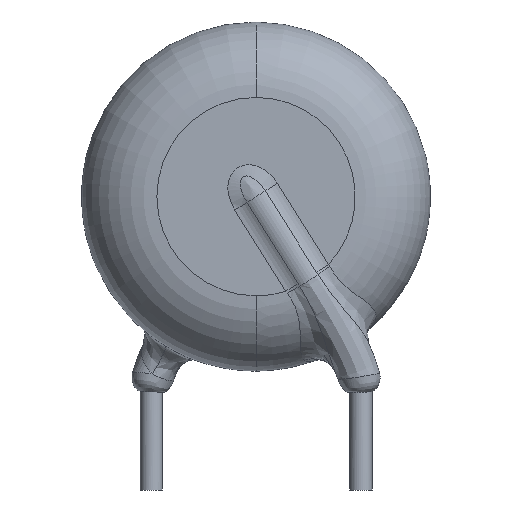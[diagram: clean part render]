
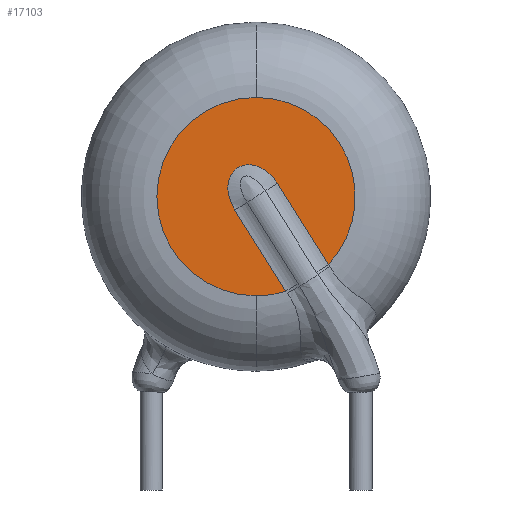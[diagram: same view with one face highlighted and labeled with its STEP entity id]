
A CAD part, front view. The second image highlights one B-rep face of the part: STEP entity #17103.
In plain terms, the highlighted planar face has unit normal (0, -1, 0).
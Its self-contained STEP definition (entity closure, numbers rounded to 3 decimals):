
#173 = EDGE_CURVE ( 'NONE', #8346, #16016, #15946, .T. ) ;
#427 = VECTOR ( 'NONE', #13090, 1000. ) ;
#682 = CARTESIAN_POINT ( 'NONE',  ( 0., -2.7, 7. ) ) ;
#733 = CARTESIAN_POINT ( 'NONE',  ( 2.592, -2.7, 4.574 ) ) ;
#1710 = CARTESIAN_POINT ( 'NONE',  ( -0.897, -2.7, 6.765 ) ) ;
#1902 = DIRECTION ( 'NONE',  ( 0., 1., 0. ) ) ;
#2140 = CARTESIAN_POINT ( 'NONE',  ( -0.9, -2.7, 7.783 ) ) ;
#2872 = B_SPLINE_CURVE_WITH_KNOTS ( 'NONE', 3,
 ( #2996, #8330, #1710, #16372, #9051, #15798, #4039, #2140, #9980, #4737, #7206, #12539, #4647, #3418, #7463, #9724, #4560, #5976, #13755, #7292 ),
 .UNSPECIFIED., .F., .F.,
 ( 4, 2, 2, 2, 2, 2, 2, 2, 2, 4 ),
 ( 0., 0., 0.001, 0.001, 0.001, 0.002, 0.002, 0.003, 0.003, 0.003 ),
 .UNSPECIFIED. ) ;
#2996 = CARTESIAN_POINT ( 'NONE',  ( -0.763, -2.7, 6.52 ) ) ;
#3032 = CARTESIAN_POINT ( 'NONE',  ( -0.763, -2.7, 6.52 ) ) ;
#3418 = CARTESIAN_POINT ( 'NONE',  ( -0.116, -2.7, 8.139 ) ) ;
#3479 = VERTEX_POINT ( 'NONE', #11443 ) ;
#4039 = CARTESIAN_POINT ( 'NONE',  ( -0.986, -2.7, 7.59 ) ) ;
#4129 = CARTESIAN_POINT ( 'NONE',  ( -0.763, -2.7, 6.52 ) ) ;
#4257 = EDGE_CURVE ( 'NONE', #16016, #15834, #2872, .T. ) ;
#4560 = CARTESIAN_POINT ( 'NONE',  ( 0.393, -2.7, 7.899 ) ) ;
#4647 = CARTESIAN_POINT ( 'NONE',  ( -0.398, -2.7, 8.145 ) ) ;
#4666 = DIRECTION ( 'NONE',  ( 0., 0., 1. ) ) ;
#4737 = CARTESIAN_POINT ( 'NONE',  ( -0.773, -2.7, 7.95 ) ) ;
#5276 = CARTESIAN_POINT ( 'NONE',  ( 0., -2.7, 7. ) ) ;
#5588 = CIRCLE ( 'NONE', #9779, 3.55 ) ;
#5803 = ORIENTED_EDGE ( 'NONE', *, *, #16985, .T. ) ;
#5815 = PLANE ( 'NONE',  #16044 ) ;
#5906 = FACE_OUTER_BOUND ( 'NONE', #10494, .T. ) ;
#5976 = CARTESIAN_POINT ( 'NONE',  ( 0.597, -2.7, 7.709 ) ) ;
#6416 = DIRECTION ( 'NONE',  ( 0., 0., 1. ) ) ;
#6552 = AXIS2_PLACEMENT_3D ( 'NONE', #5276, #13072, #6416 ) ;
#7206 = CARTESIAN_POINT ( 'NONE',  ( -0.719, -2.7, 7.998 ) ) ;
#7292 = CARTESIAN_POINT ( 'NONE',  ( 0.763, -2.7, 7.48 ) ) ;
#7463 = CARTESIAN_POINT ( 'NONE',  ( 0.023, -2.7, 8.101 ) ) ;
#7755 = CARTESIAN_POINT ( 'NONE',  ( 0.763, -2.7, 7.48 ) ) ;
#8161 = DIRECTION ( 'NONE',  ( -0.533, 0., 0.846 ) ) ;
#8203 = CARTESIAN_POINT ( 'NONE',  ( 0., -2.7, 7. ) ) ;
#8330 = CARTESIAN_POINT ( 'NONE',  ( -0.838, -2.7, 6.639 ) ) ;
#8346 = VERTEX_POINT ( 'NONE', #8868 ) ;
#8449 = ORIENTED_EDGE ( 'NONE', *, *, #173, .T. ) ;
#8820 = DIRECTION ( 'NONE',  ( 0., 0., 1. ) ) ;
#8868 = CARTESIAN_POINT ( 'NONE',  ( 1.066, -2.7, 3.614 ) ) ;
#8901 = DIRECTION ( 'NONE',  ( 0., 1., 0. ) ) ;
#9043 = CIRCLE ( 'NONE', #6552, 3.55 ) ;
#9051 = CARTESIAN_POINT ( 'NONE',  ( -1.008, -2.7, 7.17 ) ) ;
#9131 = LINE ( 'NONE', #7755, #427 ) ;
#9724 = CARTESIAN_POINT ( 'NONE',  ( 0.276, -2.7, 7.981 ) ) ;
#9779 = AXIS2_PLACEMENT_3D ( 'NONE', #11261, #8901, #8820 ) ;
#9980 = CARTESIAN_POINT ( 'NONE',  ( -0.863, -2.7, 7.844 ) ) ;
#10362 = EDGE_CURVE ( 'NONE', #8346, #16240, #9043, .T. ) ;
#10494 = EDGE_LOOP ( 'NONE', ( #15159, #8449, #16054, #5803, #14345, #12682 ) ) ;
#11261 = CARTESIAN_POINT ( 'NONE',  ( 0., -2.7, 7. ) ) ;
#11443 = CARTESIAN_POINT ( 'NONE',  ( 0., -2.7, 10.55 ) ) ;
#11461 = CIRCLE ( 'NONE', #14263, 3.55 ) ;
#11523 = CARTESIAN_POINT ( 'NONE',  ( 0.763, -2.7, 7.48 ) ) ;
#12413 = VECTOR ( 'NONE', #8161, 1000. ) ;
#12539 = CARTESIAN_POINT ( 'NONE',  ( -0.541, -2.7, 8.11 ) ) ;
#12682 = ORIENTED_EDGE ( 'NONE', *, *, #13775, .F. ) ;
#12830 = CARTESIAN_POINT ( 'NONE',  ( 0., -2.7, 3.45 ) ) ;
#13072 = DIRECTION ( 'NONE',  ( 0., 1., 0. ) ) ;
#13090 = DIRECTION ( 'NONE',  ( 0.533, 0., -0.846 ) ) ;
#13496 = EDGE_CURVE ( 'NONE', #3479, #14410, #5588, .T. ) ;
#13548 = DIRECTION ( 'NONE',  ( 0., 1., 0. ) ) ;
#13710 = DIRECTION ( 'NONE',  ( 0., 0., 1. ) ) ;
#13755 = CARTESIAN_POINT ( 'NONE',  ( 0.688, -2.7, 7.6 ) ) ;
#13775 = EDGE_CURVE ( 'NONE', #16240, #3479, #11461, .T. ) ;
#14263 = AXIS2_PLACEMENT_3D ( 'NONE', #8203, #13548, #13710 ) ;
#14345 = ORIENTED_EDGE ( 'NONE', *, *, #13496, .F. ) ;
#14410 = VERTEX_POINT ( 'NONE', #733 ) ;
#15159 = ORIENTED_EDGE ( 'NONE', *, *, #10362, .F. ) ;
#15798 = CARTESIAN_POINT ( 'NONE',  ( -1.01, -2.7, 7.448 ) ) ;
#15834 = VERTEX_POINT ( 'NONE', #11523 ) ;
#15946 = LINE ( 'NONE', #4129, #12413 ) ;
#16016 = VERTEX_POINT ( 'NONE', #3032 ) ;
#16044 = AXIS2_PLACEMENT_3D ( 'NONE', #682, #1902, #4666 ) ;
#16054 = ORIENTED_EDGE ( 'NONE', *, *, #4257, .T. ) ;
#16240 = VERTEX_POINT ( 'NONE', #12830 ) ;
#16372 = CARTESIAN_POINT ( 'NONE',  ( -0.983, -2.7, 7.032 ) ) ;
#16985 = EDGE_CURVE ( 'NONE', #15834, #14410, #9131, .T. ) ;
#17103 = ADVANCED_FACE ( 'NONE', ( #5906 ), #5815, .F. ) ;
